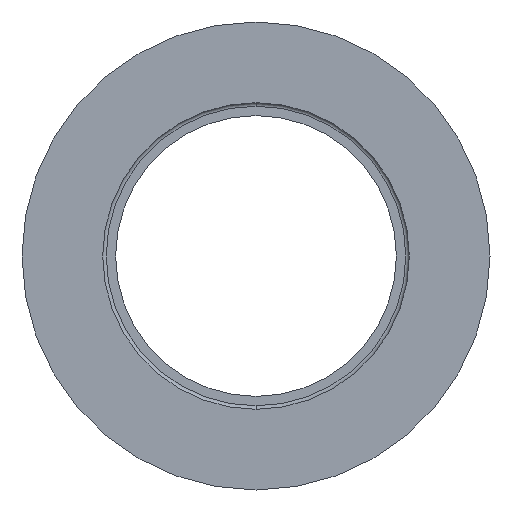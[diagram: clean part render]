
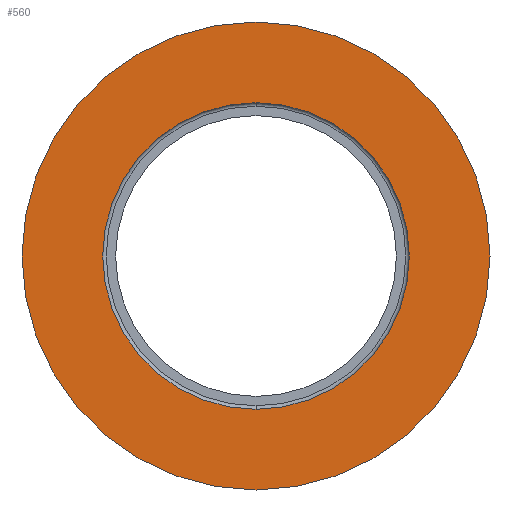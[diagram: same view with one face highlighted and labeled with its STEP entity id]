
A CAD part, front view. The second image highlights one B-rep face of the part: STEP entity #560.
In plain terms, the highlighted planar face has unit normal (0, -1, 0).
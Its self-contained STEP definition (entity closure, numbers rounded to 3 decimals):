
#25 = FACE_BOUND ( 'NONE', #624, .T. ) ;
#36 = EDGE_CURVE ( 'NONE', #184, #546, #578, .T. ) ;
#45 = CARTESIAN_POINT ( 'NONE',  ( 0., 0., -13.1 ) ) ;
#151 = CARTESIAN_POINT ( 'NONE',  ( 0., 0., 0. ) ) ;
#168 = CARTESIAN_POINT ( 'NONE',  ( 0., 0., 0. ) ) ;
#179 = CARTESIAN_POINT ( 'NONE',  ( 0., 0., 13.1 ) ) ;
#184 = VERTEX_POINT ( 'NONE', #513 ) ;
#220 = DIRECTION ( 'NONE',  ( 0., 0., -1. ) ) ;
#238 = DIRECTION ( 'NONE',  ( 0., 0., -1. ) ) ;
#258 = AXIS2_PLACEMENT_3D ( 'NONE', #749, #357, #848 ) ;
#260 = EDGE_CURVE ( 'NONE', #637, #490, #718, .T. ) ;
#273 = AXIS2_PLACEMENT_3D ( 'NONE', #383, #866, #455 ) ;
#278 = DIRECTION ( 'NONE',  ( 0., -1., 0. ) ) ;
#313 = CIRCLE ( 'NONE', #273, 13.1 ) ;
#318 = AXIS2_PLACEMENT_3D ( 'NONE', #168, #667, #238 ) ;
#345 = AXIS2_PLACEMENT_3D ( 'NONE', #701, #278, #770 ) ;
#357 = DIRECTION ( 'NONE',  ( 0., -1., 0. ) ) ;
#383 = CARTESIAN_POINT ( 'NONE',  ( 0., 0., 0. ) ) ;
#406 = EDGE_CURVE ( 'NONE', #546, #184, #567, .T. ) ;
#409 = ORIENTED_EDGE ( 'NONE', *, *, #461, .F. ) ;
#444 = ORIENTED_EDGE ( 'NONE', *, *, #36, .T. ) ;
#455 = DIRECTION ( 'NONE',  ( 0., 0., -1. ) ) ;
#461 = EDGE_CURVE ( 'NONE', #490, #637, #313, .T. ) ;
#479 = EDGE_LOOP ( 'NONE', ( #805, #444 ) ) ;
#490 = VERTEX_POINT ( 'NONE', #179 ) ;
#513 = CARTESIAN_POINT ( 'NONE',  ( 0., 0., 20. ) ) ;
#546 = VERTEX_POINT ( 'NONE', #740 ) ;
#552 = FACE_OUTER_BOUND ( 'NONE', #479, .T. ) ;
#560 = ADVANCED_FACE ( 'NONE', ( #552, #25 ), #623, .T. ) ;
#567 = CIRCLE ( 'NONE', #318, 20. ) ;
#578 = CIRCLE ( 'NONE', #345, 20. ) ;
#623 = PLANE ( 'NONE',  #258 ) ;
#624 = EDGE_LOOP ( 'NONE', ( #865, #409 ) ) ;
#637 = VERTEX_POINT ( 'NONE', #45 ) ;
#650 = DIRECTION ( 'NONE',  ( 0., -1., 0. ) ) ;
#667 = DIRECTION ( 'NONE',  ( 0., -1., 0. ) ) ;
#677 = AXIS2_PLACEMENT_3D ( 'NONE', #151, #650, #220 ) ;
#701 = CARTESIAN_POINT ( 'NONE',  ( 0., 0., 0. ) ) ;
#718 = CIRCLE ( 'NONE', #677, 13.1 ) ;
#740 = CARTESIAN_POINT ( 'NONE',  ( 0., 0., -20. ) ) ;
#749 = CARTESIAN_POINT ( 'NONE',  ( 13.1, 0., 0. ) ) ;
#770 = DIRECTION ( 'NONE',  ( 0., 0., -1. ) ) ;
#805 = ORIENTED_EDGE ( 'NONE', *, *, #406, .T. ) ;
#848 = DIRECTION ( 'NONE',  ( 0., 0., -1. ) ) ;
#865 = ORIENTED_EDGE ( 'NONE', *, *, #260, .F. ) ;
#866 = DIRECTION ( 'NONE',  ( 0., -1., 0. ) ) ;
